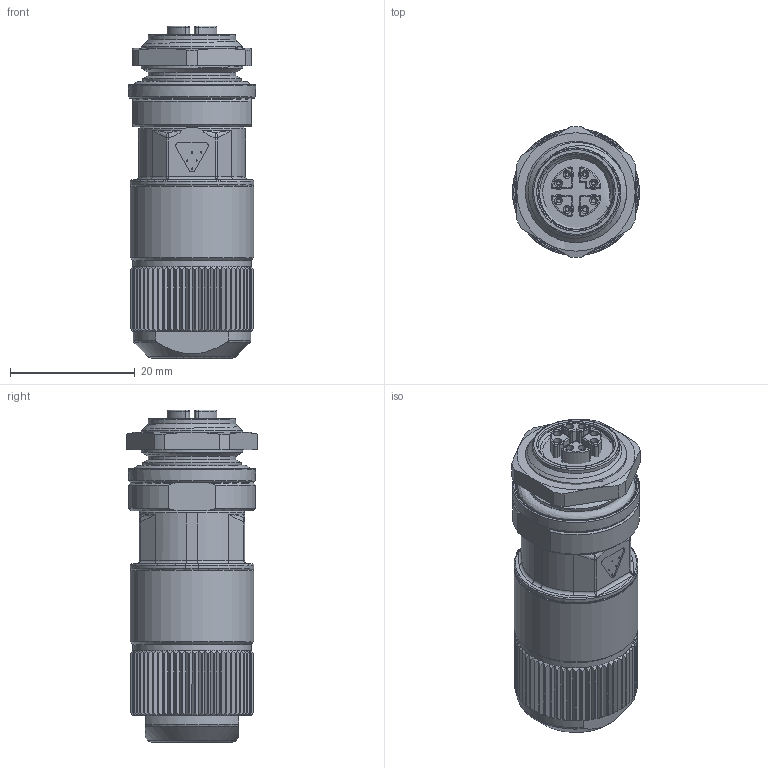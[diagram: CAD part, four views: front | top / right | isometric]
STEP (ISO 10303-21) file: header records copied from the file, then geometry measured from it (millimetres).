
FILE_DESCRIPTION (( 'STEP AP214' ), '1' );
FILE_NAME ('J80029A0500H50.STEP', '2018-08-22T09:49:42', ( '' ), ( '' ), 'SwSTEP 2.0', 'SolidWorks 2017', '' );
FILE_SCHEMA (( 'AUTOMOTIVE_DESIGN' ));
Length unit declared in the file: millimetre
Products named in the file (1): J80029A0500H50
Bounding box: 20.4 x 20.99 x 53.3 mm (x, y, z)
Surface area: 14520.4 mm2 (no closed solid volume)
Topology: 0 solids, 8 shells, 1544 faces, 3948 edges, 2428 vertices
Faces by surface type: plane 543, cylinder 444, bspline 277, cone 219, torus 56, sphere 5
Full cylindrical faces by diameter (mm): 0.7 x8, 1.24 x16, 8.25 x1, 10 x1, 10.5 x1, 10.7 x1, 11.2 x2, 11.4 x2, 12.1 x2, 12.2 x2, 12.3 x1, 14 x4, 14.6 x2, 15.7 x1, 15.8 x1, 15.85 x1, 16.14 x1, 16.2 x1, 16.25 x1, 16.8 x3, 17.1 x1, 17.3 x1, 18.2 x4, 18.5 x1, 18.65 x1, 19 x1, 19.2 x2, 19.9 x1, 20.4 x2
Entity records: 146890 total; most frequent: CARTESIAN_POINT 96705, ORIENTED_EDGE 7420, DIRECTION 6137, EDGE_CURVE 3716, VERTEX_POINT 2359, AXIS2_PLACEMENT_3D 2350, EDGE_LOOP 1741, FACE_OUTER_BOUND 1638
